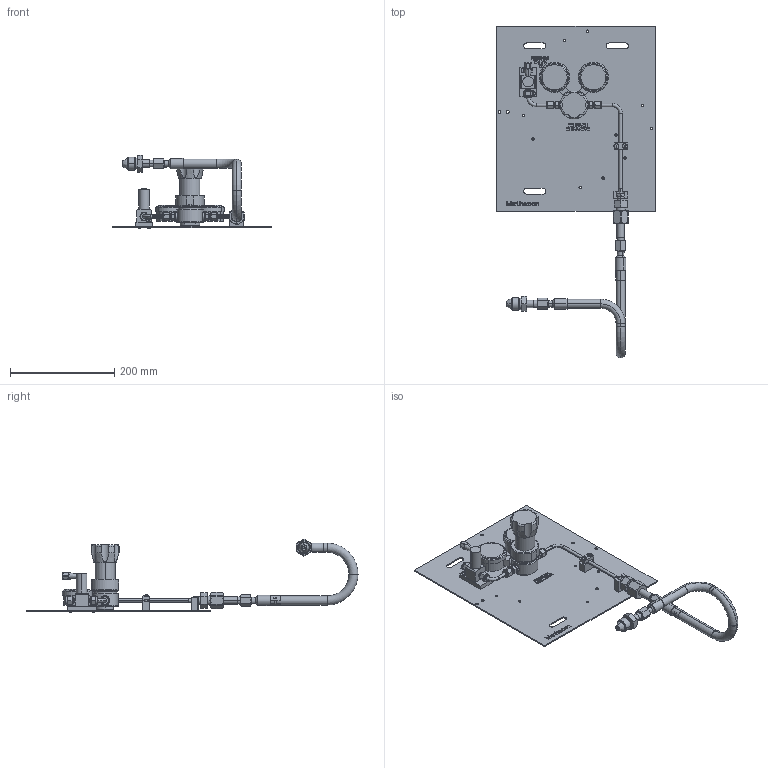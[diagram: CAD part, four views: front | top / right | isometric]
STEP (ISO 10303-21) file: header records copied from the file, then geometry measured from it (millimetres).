
FILE_DESCRIPTION((''),'2;1');
FILE_NAME('MPAN-5110-580-0_ASM','2020-10-29T09:25:36',('CRosado'),('MATHESON TRI-GAS'),'CREO PARAMETRIC BY PTC INC, 2018260','CREO PARAMETRIC BY PTC INC, 2018260','');
FILE_SCHEMA(('CONFIG_CONTROL_DESIGN'));
Length unit declared in the file: inch
Products named in the file (37): MPLA-1057-UE; MSCA-1004-MPLA-1062; MPLA-1062-UE_ASM; MBLO-0117-AB; MBLO-0119-AB; MADP-0084-SA; MMOD-4827-SA0001; MMOD-4827-SA_ASM; MCON-0070-SA; SOLID1-21; MREG-5405-SA_A_ASM; MREG-5405-1; MREG-5405-HANDLE; MREG-5405-SA_ASM; MPAN-5110-TUBE10001; MPAN-5110-TUBE1_ASM; MSPA-0031-AB; MVLV-0792-SA; MVLV-0792-HANDLE; MVLV-0792-PORT; MVLV-0792-SA_ASM; MBUS-0274-SA; MCNN-0253-SA; MHSE-0203-END; MHSE-0203-FLEX001_AF0; MHSE-0203-FLEX_AF0_ASM; MHSE-0203-LABEL; MHSE-0203-SA_AF0_ASM; MNIP-0264-SA_1; MNUT-0219-SA; MCNN-0753-SA_ASM; MGAG-0002-SA; MGAG-0083-SA; MSCR-0088-SZ; MSCR-0169-SZ; MSCR-0066-SZ; MPAN-5110-580-0_ASM
Assembly tree (44 placements, depth 4):
  MPAN-5110-580-0_ASM
    MPLA-1062-UE_ASM
      MPLA-1057-UE
      MSCA-1004-MPLA-1062
    MBLO-0117-AB
    MBLO-0119-AB
    MMOD-4827-SA_ASM
      MADP-0084-SA
      MMOD-4827-SA0001
    MCON-0070-SA  x2
    MREG-5405-SA_ASM
      MREG-5405-SA_A_ASM
        SOLID1-21
      MREG-5405-1
      MREG-5405-HANDLE
    MPAN-5110-TUBE1_ASM
      MPAN-5110-TUBE10001
    MSPA-0031-AB
    MVLV-0792-SA_ASM
      MVLV-0792-SA
      MVLV-0792-HANDLE
      MVLV-0792-PORT  x2
    MBUS-0274-SA
    MCNN-0253-SA
    MHSE-0203-SA_AF0_ASM
      MHSE-0203-END  x2
      MHSE-0203-FLEX_AF0_ASM
        MHSE-0203-FLEX001_AF0
      MHSE-0203-LABEL
    MCNN-0753-SA_ASM
      MNIP-0264-SA_1
      MNUT-0219-SA
    MGAG-0002-SA
    MGAG-0083-SA
    MSCR-0088-SZ  x2
    MSCR-0169-SZ  x4
    MSCR-0066-SZ  x2
Bounding box: 304.8 x 638.25 x 141.91 mm (x, y, z)
Volume: 794245.3 mm3; surface area: 409919.4 mm2
Topology: 74 solids, 90 shells, 2352 faces, 5968 edges, 3822 vertices
Faces by surface type: plane 1410, cone 487, cylinder 354, torus 78, sphere 13, bspline 10
Entity records: 66755 total; most frequent: CARTESIAN_POINT 13564, ORIENTED_EDGE 10860, DIRECTION 10848, EDGE_CURVE 5462, VECTOR 3930, LINE 3930, VERTEX_POINT 3524, AXIS2_PLACEMENT_3D 3459
